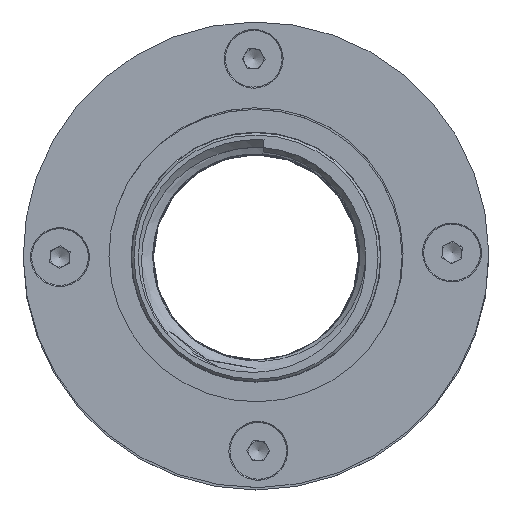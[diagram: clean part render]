
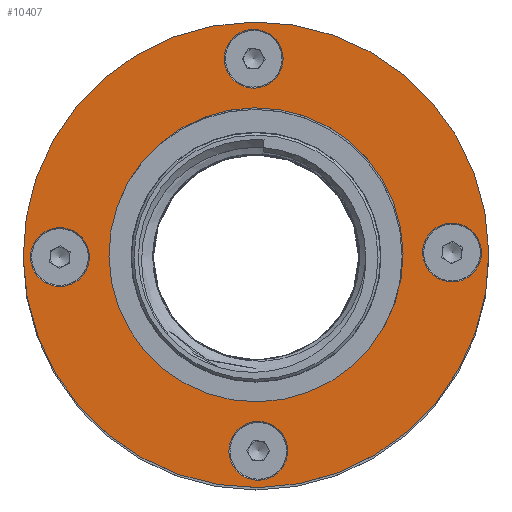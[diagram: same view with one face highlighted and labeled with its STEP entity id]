
A CAD part, top view. The second image highlights one B-rep face of the part: STEP entity #10407.
In plain terms, the highlighted planar face has unit normal (0, 0, 1).
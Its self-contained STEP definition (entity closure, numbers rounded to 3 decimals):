
#15 = EDGE_LOOP ( 'NONE', ( #9224 ) ) ;
#74 = FACE_BOUND ( 'NONE', #7606, .T. ) ;
#104 = AXIS2_PLACEMENT_3D ( 'NONE', #8580, #1341, #4567 ) ;
#226 = VERTEX_POINT ( 'NONE', #4881 ) ;
#330 = VERTEX_POINT ( 'NONE', #5193 ) ;
#596 = EDGE_LOOP ( 'NONE', ( #3462 ) ) ;
#907 = PLANE ( 'NONE',  #1464 ) ;
#1054 = DIRECTION ( 'NONE',  ( 0., 0., -1. ) ) ;
#1341 = DIRECTION ( 'NONE',  ( 0., 0., 1. ) ) ;
#1464 = AXIS2_PLACEMENT_3D ( 'NONE', #2443, #3284, #9675 ) ;
#1563 = EDGE_CURVE ( 'NONE', #226, #226, #9241, .T. ) ;
#1740 = FACE_OUTER_BOUND ( 'NONE', #3070, .T. ) ;
#2017 = VERTEX_POINT ( 'NONE', #2870 ) ;
#2168 = ORIENTED_EDGE ( 'NONE', *, *, #1563, .T. ) ;
#2172 = ORIENTED_EDGE ( 'NONE', *, *, #8862, .F. ) ;
#2220 = ORIENTED_EDGE ( 'NONE', *, *, #5534, .T. ) ;
#2313 = DIRECTION ( 'NONE',  ( 1., 0., 0. ) ) ;
#2443 = CARTESIAN_POINT ( 'NONE',  ( 0., 0., 3. ) ) ;
#2815 = EDGE_CURVE ( 'NONE', #330, #330, #3859, .T. ) ;
#2870 = CARTESIAN_POINT ( 'NONE',  ( 47.5, 0., 3. ) ) ;
#3070 = EDGE_LOOP ( 'NONE', ( #2220 ) ) ;
#3141 = CIRCLE ( 'NONE', #9035, 6. ) ;
#3192 = CIRCLE ( 'NONE', #3521, 47.5 ) ;
#3241 = DIRECTION ( 'NONE',  ( 1., 0., 0. ) ) ;
#3284 = DIRECTION ( 'NONE',  ( 0., 0., 1. ) ) ;
#3349 = CARTESIAN_POINT ( 'NONE',  ( 0., 0., 3. ) ) ;
#3383 = FACE_BOUND ( 'NONE', #596, .T. ) ;
#3462 = ORIENTED_EDGE ( 'NONE', *, *, #2815, .T. ) ;
#3521 = AXIS2_PLACEMENT_3D ( 'NONE', #3349, #7539, #5890 ) ;
#3859 = CIRCLE ( 'NONE', #6057, 6. ) ;
#3919 = VERTEX_POINT ( 'NONE', #9408 ) ;
#4567 = DIRECTION ( 'NONE',  ( 1., 0., 0. ) ) ;
#4694 = AXIS2_PLACEMENT_3D ( 'NONE', #6825, #1054, #5818 ) ;
#4777 = CARTESIAN_POINT ( 'NONE',  ( -40., 0., 3. ) ) ;
#4881 = CARTESIAN_POINT ( 'NONE',  ( 46., 0., 3. ) ) ;
#5193 = CARTESIAN_POINT ( 'NONE',  ( 6., -40., 3. ) ) ;
#5513 = CARTESIAN_POINT ( 'NONE',  ( 6., 40., 3. ) ) ;
#5534 = EDGE_CURVE ( 'NONE', #2017, #2017, #3192, .T. ) ;
#5632 = DIRECTION ( 'NONE',  ( 0., 0., -1. ) ) ;
#5728 = AXIS2_PLACEMENT_3D ( 'NONE', #4777, #9524, #3241 ) ;
#5818 = DIRECTION ( 'NONE',  ( 1., 0., 0. ) ) ;
#5890 = DIRECTION ( 'NONE',  ( 1., 0., 0. ) ) ;
#6057 = AXIS2_PLACEMENT_3D ( 'NONE', #6978, #8603, #2313 ) ;
#6173 = EDGE_CURVE ( 'NONE', #3919, #3919, #8430, .T. ) ;
#6305 = EDGE_LOOP ( 'NONE', ( #2172 ) ) ;
#6447 = EDGE_LOOP ( 'NONE', ( #2168 ) ) ;
#6615 = FACE_BOUND ( 'NONE', #15, .T. ) ;
#6825 = CARTESIAN_POINT ( 'NONE',  ( 40., 0., 3. ) ) ;
#6978 = CARTESIAN_POINT ( 'NONE',  ( 0., -40., 3. ) ) ;
#7148 = VERTEX_POINT ( 'NONE', #8623 ) ;
#7427 = DIRECTION ( 'NONE',  ( 1., 0., 0. ) ) ;
#7539 = DIRECTION ( 'NONE',  ( 0., 0., 1. ) ) ;
#7606 = EDGE_LOOP ( 'NONE', ( #8085 ) ) ;
#8085 = ORIENTED_EDGE ( 'NONE', *, *, #8509, .T. ) ;
#8430 = CIRCLE ( 'NONE', #5728, 6. ) ;
#8509 = EDGE_CURVE ( 'NONE', #9508, #9508, #3141, .T. ) ;
#8580 = CARTESIAN_POINT ( 'NONE',  ( 0., 0., 3. ) ) ;
#8603 = DIRECTION ( 'NONE',  ( 0., 0., -1. ) ) ;
#8623 = CARTESIAN_POINT ( 'NONE',  ( 30., 0., 3. ) ) ;
#8862 = EDGE_CURVE ( 'NONE', #7148, #7148, #9200, .T. ) ;
#8891 = CARTESIAN_POINT ( 'NONE',  ( 0., 40., 3. ) ) ;
#8986 = FACE_BOUND ( 'NONE', #6447, .T. ) ;
#9035 = AXIS2_PLACEMENT_3D ( 'NONE', #8891, #5632, #7427 ) ;
#9200 = CIRCLE ( 'NONE', #104, 30. ) ;
#9224 = ORIENTED_EDGE ( 'NONE', *, *, #6173, .T. ) ;
#9241 = CIRCLE ( 'NONE', #4694, 6. ) ;
#9408 = CARTESIAN_POINT ( 'NONE',  ( -34., 0., 3. ) ) ;
#9508 = VERTEX_POINT ( 'NONE', #5513 ) ;
#9524 = DIRECTION ( 'NONE',  ( 0., 0., -1. ) ) ;
#9675 = DIRECTION ( 'NONE',  ( 1., 0., 0. ) ) ;
#9820 = FACE_BOUND ( 'NONE', #6305, .T. ) ;
#10407 = ADVANCED_FACE ( 'NONE', ( #3383, #6615, #8986, #74, #1740, #9820 ), #907, .T. ) ;
